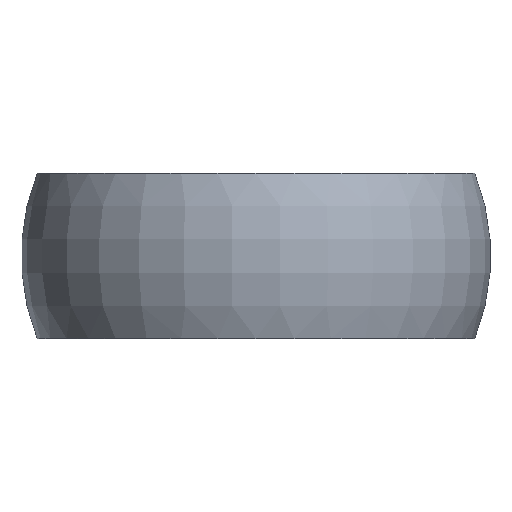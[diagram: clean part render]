
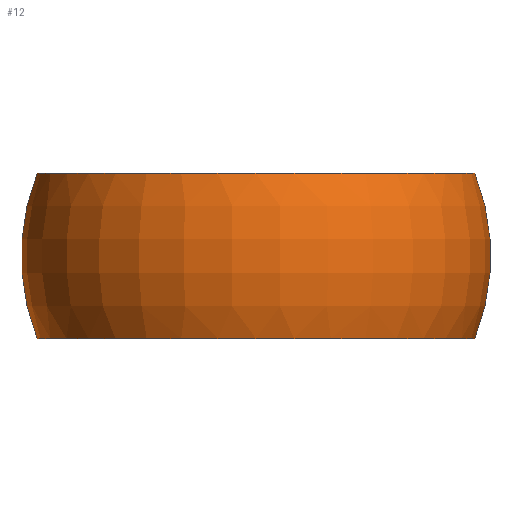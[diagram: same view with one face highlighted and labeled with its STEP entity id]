
A CAD part, front view. The second image highlights one B-rep face of the part: STEP entity #12.
In plain terms, the highlighted toroidal (fillet/blend) face has major radius 1.877 mm and minor radius 34.221 mm.
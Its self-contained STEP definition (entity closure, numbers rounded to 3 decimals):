
#12 = ADVANCED_FACE ( 'NONE', ( #535 ), #524, .T. ) ;
#41 = CARTESIAN_POINT ( 'NONE',  ( -73.538, -1.769, 34.948 ) ) ;
#79 = DIRECTION ( 'NONE',  ( -1., 0., 0. ) ) ;
#80 = DIRECTION ( 'NONE',  ( 0., 0., -1. ) ) ;
#91 = CARTESIAN_POINT ( 'NONE',  ( -39.883, -1.769, 22.248 ) ) ;
#131 = CARTESIAN_POINT ( 'NONE',  ( -6.228, -1.769, 9.548 ) ) ;
#152 = CARTESIAN_POINT ( 'NONE',  ( -39.883, -1.769, 34.948 ) ) ;
#154 = DIRECTION ( 'NONE',  ( 0., 0., -1. ) ) ;
#155 = DIRECTION ( 'NONE',  ( -1., 0., 0. ) ) ;
#196 = CIRCLE ( 'NONE', #1178, 33.655 ) ;
#245 = CIRCLE ( 'NONE', #490, 33.655 ) ;
#282 = CARTESIAN_POINT ( 'NONE',  ( -6.228, -1.769, 34.948 ) ) ;
#294 = EDGE_CURVE ( 'NONE', #657, #658, #411, .T. ) ;
#328 = CIRCLE ( 'NONE', #602, 34.221 ) ;
#411 = CIRCLE ( 'NONE', #545, 34.221 ) ;
#490 = AXIS2_PLACEMENT_3D ( 'NONE', #1249, #1250, #1254 ) ;
#503 = CARTESIAN_POINT ( 'NONE',  ( -73.538, -1.769, 9.548 ) ) ;
#524 = TOROIDAL_SURFACE ( 'NONE', #1209, 1.877, 34.221 ) ;
#535 = FACE_OUTER_BOUND ( 'NONE', #1117, .T. ) ;
#545 = AXIS2_PLACEMENT_3D ( 'NONE', #912, #913, #915 ) ;
#602 = AXIS2_PLACEMENT_3D ( 'NONE', #1193, #1194, #1196 ) ;
#651 = ORIENTED_EDGE ( 'NONE', *, *, #749, .F. ) ;
#652 = ORIENTED_EDGE ( 'NONE', *, *, #294, .T. ) ;
#657 = VERTEX_POINT ( 'NONE', #41 ) ;
#658 = VERTEX_POINT ( 'NONE', #503 ) ;
#694 = ORIENTED_EDGE ( 'NONE', *, *, #1169, .T. ) ;
#749 = EDGE_CURVE ( 'NONE', #774, #1126, #328, .T. ) ;
#774 = VERTEX_POINT ( 'NONE', #282 ) ;
#856 = EDGE_CURVE ( 'NONE', #1126, #658, #245, .T. ) ;
#912 = CARTESIAN_POINT ( 'NONE',  ( -41.76, -1.769, 22.248 ) ) ;
#913 = DIRECTION ( 'NONE',  ( 0., -1., 0. ) ) ;
#915 = DIRECTION ( 'NONE',  ( 0., 0., -1. ) ) ;
#1117 = EDGE_LOOP ( 'NONE', ( #651, #694, #652, #1124 ) ) ;
#1124 = ORIENTED_EDGE ( 'NONE', *, *, #856, .F. ) ;
#1126 = VERTEX_POINT ( 'NONE', #131 ) ;
#1169 = EDGE_CURVE ( 'NONE', #774, #657, #196, .T. ) ;
#1178 = AXIS2_PLACEMENT_3D ( 'NONE', #152, #154, #155 ) ;
#1193 = CARTESIAN_POINT ( 'NONE',  ( -38.005, -1.769, 22.248 ) ) ;
#1194 = DIRECTION ( 'NONE',  ( 0., 1., 0. ) ) ;
#1196 = DIRECTION ( 'NONE',  ( -1., 0., 0. ) ) ;
#1209 = AXIS2_PLACEMENT_3D ( 'NONE', #91, #80, #79 ) ;
#1249 = CARTESIAN_POINT ( 'NONE',  ( -39.883, -1.769, 9.548 ) ) ;
#1250 = DIRECTION ( 'NONE',  ( 0., 0., -1. ) ) ;
#1254 = DIRECTION ( 'NONE',  ( -1., 0., 0. ) ) ;
